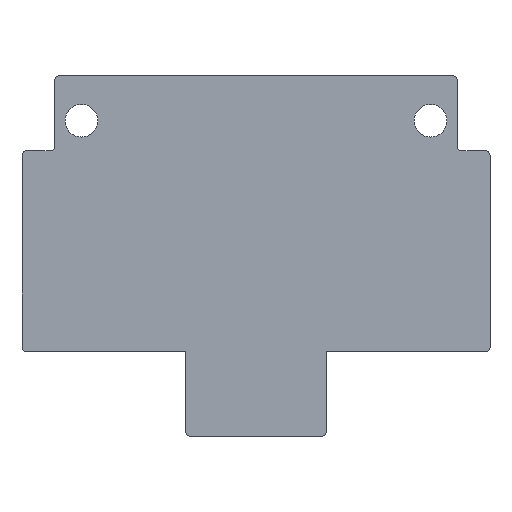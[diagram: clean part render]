
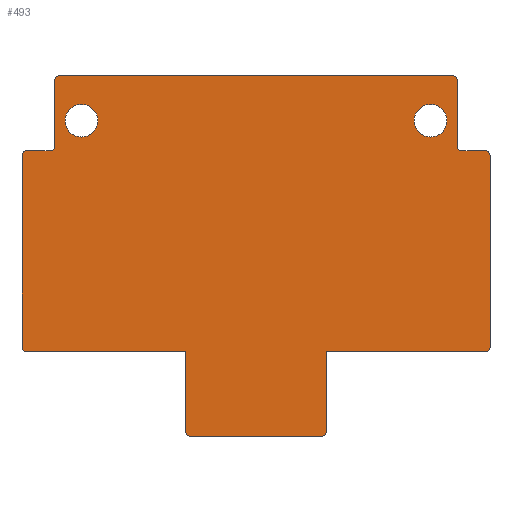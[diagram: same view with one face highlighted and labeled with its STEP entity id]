
A CAD part, top view. The second image highlights one B-rep face of the part: STEP entity #493.
In plain terms, the highlighted planar face has unit normal (0, 0, 1).
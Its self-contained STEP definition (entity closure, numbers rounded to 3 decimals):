
#17=FACE_BOUND('',#70,.T.);
#18=FACE_BOUND('',#71,.T.);
#23=PLANE('',#558);
#41=FACE_OUTER_BOUND('',#69,.T.);
#69=EDGE_LOOP('',(#381,#382,#383,#384,#385,#386,#387,#388,#389,#390,#391,
#392,#393,#394,#395,#396,#397,#398,#399,#400,#401,#402));
#70=EDGE_LOOP('',(#403));
#71=EDGE_LOOP('',(#404));
#103=LINE('',#792,#151);
#108=LINE('',#805,#156);
#111=LINE('',#814,#159);
#113=LINE('',#818,#161);
#114=LINE('',#822,#162);
#115=LINE('',#826,#163);
#116=LINE('',#830,#164);
#117=LINE('',#834,#165);
#118=LINE('',#836,#166);
#119=LINE('',#840,#167);
#120=LINE('',#843,#168);
#121=LINE('',#844,#169);
#151=VECTOR('',#632,10.);
#156=VECTOR('',#647,10.);
#159=VECTOR('',#656,10.);
#161=VECTOR('',#660,10.);
#162=VECTOR('',#663,10.);
#163=VECTOR('',#666,10.);
#164=VECTOR('',#669,10.);
#165=VECTOR('',#672,10.);
#166=VECTOR('',#673,10.);
#167=VECTOR('',#676,10.);
#168=VECTOR('',#679,10.);
#169=VECTOR('',#680,10.);
#185=CIRCLE('',#535,1.);
#198=CIRCLE('',#551,1.);
#199=CIRCLE('',#553,1.);
#200=CIRCLE('',#556,1.);
#201=CIRCLE('',#559,1.);
#202=CIRCLE('',#560,1.);
#203=CIRCLE('',#561,1.);
#204=CIRCLE('',#562,1.);
#205=CIRCLE('',#563,1.);
#206=CIRCLE('',#564,1.);
#207=CIRCLE('',#565,3.5);
#208=CIRCLE('',#566,3.5);
#209=VERTEX_POINT('',#736);
#210=VERTEX_POINT('',#737);
#235=VERTEX_POINT('',#791);
#236=VERTEX_POINT('',#795);
#237=VERTEX_POINT('',#799);
#238=VERTEX_POINT('',#800);
#239=VERTEX_POINT('',#807);
#240=VERTEX_POINT('',#808);
#241=VERTEX_POINT('',#813);
#242=VERTEX_POINT('',#817);
#243=VERTEX_POINT('',#819);
#244=VERTEX_POINT('',#821);
#245=VERTEX_POINT('',#823);
#246=VERTEX_POINT('',#825);
#247=VERTEX_POINT('',#827);
#248=VERTEX_POINT('',#829);
#249=VERTEX_POINT('',#831);
#250=VERTEX_POINT('',#833);
#251=VERTEX_POINT('',#835);
#252=VERTEX_POINT('',#837);
#253=VERTEX_POINT('',#839);
#254=VERTEX_POINT('',#841);
#255=VERTEX_POINT('',#845);
#256=VERTEX_POINT('',#847);
#257=EDGE_CURVE('',#209,#210,#185,.T.);
#284=EDGE_CURVE('',#235,#210,#103,.T.);
#286=EDGE_CURVE('',#235,#236,#198,.T.);
#288=EDGE_CURVE('',#237,#238,#199,.T.);
#291=EDGE_CURVE('',#237,#236,#108,.T.);
#292=EDGE_CURVE('',#239,#240,#200,.T.);
#295=EDGE_CURVE('',#240,#241,#111,.T.);
#297=EDGE_CURVE('',#209,#242,#113,.T.);
#298=EDGE_CURVE('',#243,#242,#201,.T.);
#299=EDGE_CURVE('',#243,#244,#114,.T.);
#300=EDGE_CURVE('',#245,#244,#202,.T.);
#301=EDGE_CURVE('',#245,#246,#115,.T.);
#302=EDGE_CURVE('',#247,#246,#203,.T.);
#303=EDGE_CURVE('',#248,#247,#116,.T.);
#304=EDGE_CURVE('',#249,#248,#204,.T.);
#305=EDGE_CURVE('',#250,#249,#117,.T.);
#306=EDGE_CURVE('',#251,#250,#118,.T.);
#307=EDGE_CURVE('',#252,#251,#205,.T.);
#308=EDGE_CURVE('',#252,#253,#119,.T.);
#309=EDGE_CURVE('',#254,#253,#206,.T.);
#310=EDGE_CURVE('',#241,#254,#120,.T.);
#311=EDGE_CURVE('',#238,#239,#121,.T.);
#312=EDGE_CURVE('',#255,#255,#207,.T.);
#313=EDGE_CURVE('',#256,#256,#208,.T.);
#381=ORIENTED_EDGE('',*,*,#257,.F.);
#382=ORIENTED_EDGE('',*,*,#297,.T.);
#383=ORIENTED_EDGE('',*,*,#298,.F.);
#384=ORIENTED_EDGE('',*,*,#299,.T.);
#385=ORIENTED_EDGE('',*,*,#300,.F.);
#386=ORIENTED_EDGE('',*,*,#301,.T.);
#387=ORIENTED_EDGE('',*,*,#302,.F.);
#388=ORIENTED_EDGE('',*,*,#303,.F.);
#389=ORIENTED_EDGE('',*,*,#304,.F.);
#390=ORIENTED_EDGE('',*,*,#305,.F.);
#391=ORIENTED_EDGE('',*,*,#306,.F.);
#392=ORIENTED_EDGE('',*,*,#307,.F.);
#393=ORIENTED_EDGE('',*,*,#308,.T.);
#394=ORIENTED_EDGE('',*,*,#309,.F.);
#395=ORIENTED_EDGE('',*,*,#310,.F.);
#396=ORIENTED_EDGE('',*,*,#295,.F.);
#397=ORIENTED_EDGE('',*,*,#292,.F.);
#398=ORIENTED_EDGE('',*,*,#311,.F.);
#399=ORIENTED_EDGE('',*,*,#288,.F.);
#400=ORIENTED_EDGE('',*,*,#291,.T.);
#401=ORIENTED_EDGE('',*,*,#286,.F.);
#402=ORIENTED_EDGE('',*,*,#284,.T.);
#403=ORIENTED_EDGE('',*,*,#312,.T.);
#404=ORIENTED_EDGE('',*,*,#313,.T.);
#493=ADVANCED_FACE('',(#41,#17,#18),#23,.T.);
#535=AXIS2_PLACEMENT_3D('',#738,#588,#589);
#551=AXIS2_PLACEMENT_3D('',#796,#636,#637);
#553=AXIS2_PLACEMENT_3D('',#801,#641,#642);
#556=AXIS2_PLACEMENT_3D('',#809,#650,#651);
#558=AXIS2_PLACEMENT_3D('',#816,#658,#659);
#559=AXIS2_PLACEMENT_3D('',#820,#661,#662);
#560=AXIS2_PLACEMENT_3D('',#824,#664,#665);
#561=AXIS2_PLACEMENT_3D('',#828,#667,#668);
#562=AXIS2_PLACEMENT_3D('',#832,#670,#671);
#563=AXIS2_PLACEMENT_3D('',#838,#674,#675);
#564=AXIS2_PLACEMENT_3D('',#842,#677,#678);
#565=AXIS2_PLACEMENT_3D('',#846,#681,#682);
#566=AXIS2_PLACEMENT_3D('',#848,#683,#684);
#588=DIRECTION('center_axis',(0.,0.,-1.));
#589=DIRECTION('ref_axis',(0.707,0.707,0.));
#632=DIRECTION('',(0.,1.,0.));
#636=DIRECTION('center_axis',(0.,0.,1.));
#637=DIRECTION('ref_axis',(-0.707,-0.707,0.));
#641=DIRECTION('center_axis',(0.,0.,-1.));
#642=DIRECTION('ref_axis',(0.707,0.707,0.));
#647=DIRECTION('',(-1.,0.,0.));
#650=DIRECTION('center_axis',(0.,0.,-1.));
#651=DIRECTION('ref_axis',(0.707,-0.707,0.));
#656=DIRECTION('',(-1.,0.,0.));
#658=DIRECTION('center_axis',(0.,0.,1.));
#659=DIRECTION('ref_axis',(1.,0.,0.));
#660=DIRECTION('',(-1.,0.,0.));
#661=DIRECTION('center_axis',(0.,0.,-1.));
#662=DIRECTION('ref_axis',(-0.707,0.707,0.));
#663=DIRECTION('',(0.,-1.,0.));
#664=DIRECTION('center_axis',(0.,0.,1.));
#665=DIRECTION('ref_axis',(0.707,-0.707,0.));
#666=DIRECTION('',(-1.,0.,0.));
#667=DIRECTION('center_axis',(0.,0.,-1.));
#668=DIRECTION('ref_axis',(-0.707,0.707,0.));
#669=DIRECTION('',(0.,1.,0.));
#670=DIRECTION('center_axis',(0.,0.,-1.));
#671=DIRECTION('ref_axis',(-0.707,-0.707,0.));
#672=DIRECTION('',(-1.,0.,0.));
#673=DIRECTION('',(0.,1.,0.));
#674=DIRECTION('center_axis',(0.,0.,-1.));
#675=DIRECTION('ref_axis',(-0.707,-0.707,0.));
#676=DIRECTION('',(1.,0.,0.));
#677=DIRECTION('center_axis',(0.,0.,-1.));
#678=DIRECTION('ref_axis',(0.707,-0.707,0.));
#679=DIRECTION('',(0.,-1.,0.));
#680=DIRECTION('',(0.,-1.,0.));
#681=DIRECTION('center_axis',(0.,0.,-1.));
#682=DIRECTION('ref_axis',(1.,0.,0.));
#683=DIRECTION('center_axis',(0.,0.,-1.));
#684=DIRECTION('ref_axis',(1.,0.,0.));
#736=CARTESIAN_POINT('',(42.,85.044,8.5));
#737=CARTESIAN_POINT('',(43.,84.044,8.5));
#738=CARTESIAN_POINT('Origin',(42.,84.044,8.5));
#791=CARTESIAN_POINT('',(43.,70.044,8.5));
#792=CARTESIAN_POINT('',(43.,56.584,8.5));
#795=CARTESIAN_POINT('',(44.,69.044,8.5));
#796=CARTESIAN_POINT('Origin',(44.,70.044,8.5));
#799=CARTESIAN_POINT('',(49.,69.044,8.5));
#800=CARTESIAN_POINT('',(50.,68.044,8.5));
#801=CARTESIAN_POINT('Origin',(49.,68.044,8.5));
#805=CARTESIAN_POINT('',(21.5,69.044,8.5));
#807=CARTESIAN_POINT('',(50.,27.044,8.5));
#808=CARTESIAN_POINT('',(49.,26.044,8.5));
#809=CARTESIAN_POINT('Origin',(49.,27.044,8.5));
#813=CARTESIAN_POINT('',(15.,26.044,8.5));
#814=CARTESIAN_POINT('',(7.5,26.044,8.5));
#816=CARTESIAN_POINT('Origin',(0.,43.894,8.5));
#817=CARTESIAN_POINT('',(-42.,85.044,8.5));
#818=CARTESIAN_POINT('',(-21.5,85.044,8.5));
#819=CARTESIAN_POINT('',(-43.,84.044,8.5));
#820=CARTESIAN_POINT('Origin',(-42.,84.044,8.5));
#821=CARTESIAN_POINT('',(-43.,70.044,8.5));
#822=CARTESIAN_POINT('',(-43.,64.584,8.5));
#823=CARTESIAN_POINT('',(-44.,69.044,8.5));
#824=CARTESIAN_POINT('Origin',(-44.,70.044,8.5));
#825=CARTESIAN_POINT('',(-49.,69.044,8.5));
#826=CARTESIAN_POINT('',(-25.,69.044,8.5));
#827=CARTESIAN_POINT('',(-50.,68.044,8.5));
#828=CARTESIAN_POINT('Origin',(-49.,68.044,8.5));
#829=CARTESIAN_POINT('',(-50.,27.044,8.5));
#830=CARTESIAN_POINT('',(-50.,26.119,8.5));
#831=CARTESIAN_POINT('',(-49.,26.044,8.5));
#832=CARTESIAN_POINT('Origin',(-49.,27.044,8.5));
#833=CARTESIAN_POINT('',(-15.,26.044,8.5));
#834=CARTESIAN_POINT('',(-25.,26.044,8.5));
#835=CARTESIAN_POINT('',(-15.,9.044,8.5));
#836=CARTESIAN_POINT('',(-15.,35.019,8.5));
#837=CARTESIAN_POINT('',(-14.,8.044,8.5));
#838=CARTESIAN_POINT('Origin',(-14.,9.044,8.5));
#839=CARTESIAN_POINT('',(14.,8.044,8.5));
#840=CARTESIAN_POINT('',(7.5,8.044,8.5));
#841=CARTESIAN_POINT('',(15.,9.044,8.5));
#842=CARTESIAN_POINT('Origin',(14.,9.044,8.5));
#843=CARTESIAN_POINT('',(15.,19.869,8.5));
#844=CARTESIAN_POINT('',(50.,35.019,8.5));
#845=CARTESIAN_POINT('',(-40.8,75.452,8.5));
#846=CARTESIAN_POINT('Origin',(-37.3,75.452,8.5));
#847=CARTESIAN_POINT('',(33.8,75.452,8.5));
#848=CARTESIAN_POINT('Origin',(37.3,75.452,8.5));
